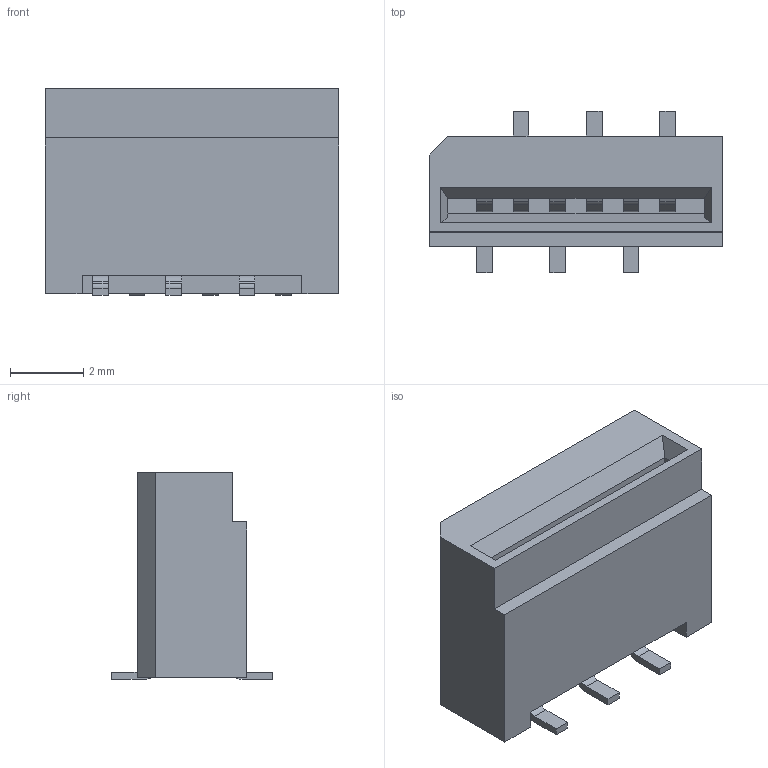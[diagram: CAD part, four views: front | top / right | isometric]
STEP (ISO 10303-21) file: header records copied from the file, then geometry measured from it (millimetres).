
FILE_DESCRIPTION((''),'2;1');
FILE_NAME('C-1735042-6','2014-09-25T',('workeradm'),('Tyco Electronics Ltd.'),'PRO/ENGINEER BY PARAMETRIC TECHNOLOGY CORPORATION, 2014090','PRO/ENGINEER BY PARAMETRIC TECHNOLOGY CORPORATION, 2014090','');
FILE_SCHEMA(('AUTOMOTIVE_DESIGN { 1 0 10303 214 1 1 1 1 }'));
Length unit declared in the file: millimetre
Products named in the file (1): C-1735042-6
Bounding box: 8 x 4.4 x 5.65 mm (x, y, z)
Volume: 114.5 mm3; surface area: 240.8 mm2
Topology: 1 solids, 1 shells, 133 faces, 370 edges, 246 vertices
Faces by surface type: plane 106, cylinder 27
Entity records: 4398 total; most frequent: CARTESIAN_POINT 751, ORIENTED_EDGE 740, DIRECTION 690, EDGE_CURVE 370, VECTOR 316, LINE 316, VERTEX_POINT 246, AXIS2_PLACEMENT_3D 187
